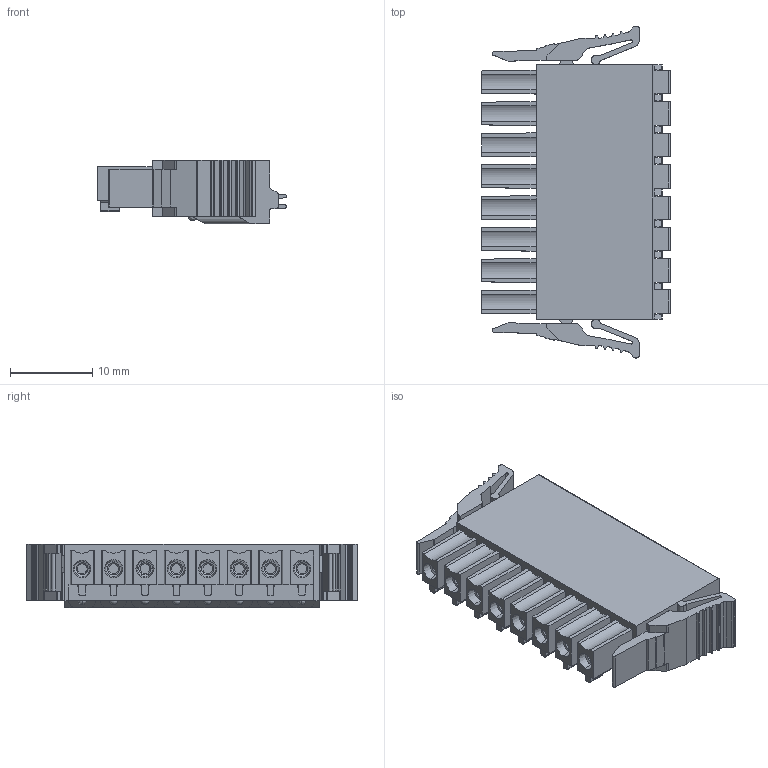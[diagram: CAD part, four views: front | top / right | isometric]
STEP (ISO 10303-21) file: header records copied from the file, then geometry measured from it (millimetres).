
FILE_DESCRIPTION((''),'2;1');
FILE_NAME('TLPSL-107-04P-X','2024-09-24T',('sheji'),(''),'PRO/ENGINEER BY PARAMETRIC TECHNOLOGY CORPORATION, 2015240','PRO/ENGINEER BY PARAMETRIC TECHNOLOGY CORPORATION, 2015240','');
FILE_SCHEMA(('CONFIG_CONTROL_DESIGN'));
Length unit declared in the file: millimetre
Products named in the file (1): TLPSL-107-04P-X
Bounding box: 22.9 x 40.28 x 7.75 mm (x, y, z)
Volume: 4022.7 mm3; surface area: 3655.5 mm2
Topology: 1 solids, 1 shells, 686 faces, 1935 edges, 1288 vertices
Faces by surface type: plane 368, cylinder 236, cone 48, torus 16, sphere 12, bspline 6
Entity records: 22915 total; most frequent: CARTESIAN_POINT 4639, DIRECTION 3869, ORIENTED_EDGE 3858, EDGE_CURVE 1929, AXIS2_PLACEMENT_3D 1336, VERTEX_POINT 1288, VECTOR 1197, LINE 1197
